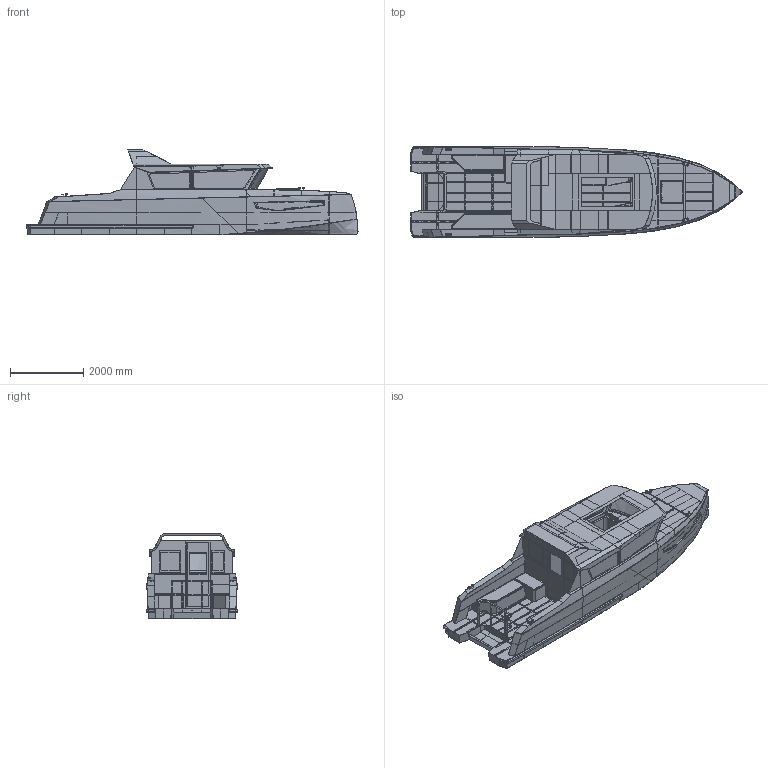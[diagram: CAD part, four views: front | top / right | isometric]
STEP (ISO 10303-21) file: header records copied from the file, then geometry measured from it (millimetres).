
FILE_DESCRIPTION(('FreeCAD Model'),'2;1');
FILE_NAME('Open CASCADE Shape Model','2025-05-03T09:33:05',('FreeCAD'),( 'FreeCAD'),'Open CASCADE STEP processor 7.6','FreeCAD','Unknown');
FILE_SCHEMA(('AUTOMOTIVE_DESIGN { 1 0 10303 214 1 1 1 1 }'));
Products named in the file (1): Open CASCADE STEP translator 7.6 1
Bounding box: 9069.31 x 2504.33 x 2324 mm (x, y, z)
Volume: 1206349718.5 mm3; surface area: 274946063.3 mm2
Topology: 35 solids, 36 shells, 5086 faces, 14456 edges, 8735 vertices
Faces by surface type: plane 3201, cylinder 1240, bspline 621, torus 16, cone 8
Full cylindrical faces by diameter (mm): 12 x4, 25 x8, 26 x9, 32 x14, 38 x7, 40 x2, 55 x2, 72.724 x2, 75 x8, 94 x1, 100 x1, 244 x1, 250 x1
Entity records: 194606 total; most frequent: CARTESIAN_POINT 66552, ORIENTED_EDGE 28880, DIRECTION 23671, EDGE_CURVE 14442, LINE 9721, VECTOR 9721, VERTEX_POINT 8728, AXIS2_PLACEMENT_3D 6975
